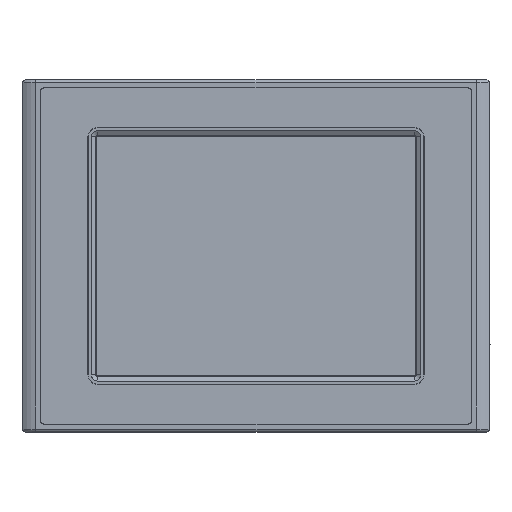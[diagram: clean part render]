
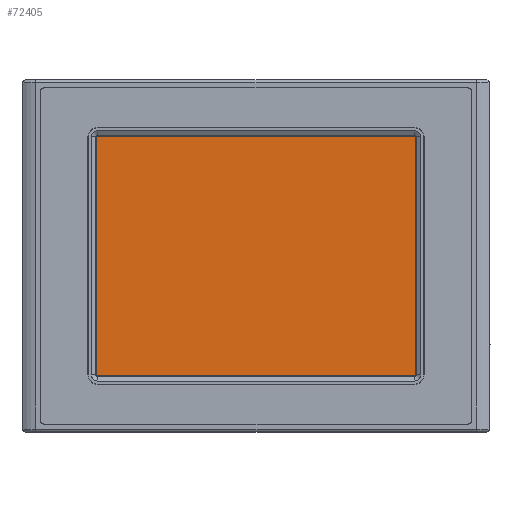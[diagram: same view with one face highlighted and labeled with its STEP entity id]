
A CAD part, top view. The second image highlights one B-rep face of the part: STEP entity #72405.
In plain terms, the highlighted planar face has unit normal (0, 0, 1).
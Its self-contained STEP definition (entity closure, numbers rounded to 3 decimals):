
#9580=FACE_OUTER_BOUND('',#14119,.T.);
#14119=EDGE_LOOP('',(#53292,#53293,#53294,#53295));
#18810=LINE('',#114560,#24282);
#18814=LINE('',#114568,#24286);
#18817=LINE('',#114574,#24289);
#18820=LINE('',#114579,#24292);
#24282=VECTOR('',#90667,159.2);
#24286=VECTOR('',#90673,212.);
#24289=VECTOR('',#90678,159.2);
#24292=VECTOR('',#90683,212.);
#30509=VERTEX_POINT('',#114558);
#30510=VERTEX_POINT('',#114559);
#30513=VERTEX_POINT('',#114567);
#30515=VERTEX_POINT('',#114573);
#38740=EDGE_CURVE('',#30509,#30510,#18810,.T.);
#38744=EDGE_CURVE('',#30510,#30513,#18814,.T.);
#38747=EDGE_CURVE('',#30513,#30515,#18817,.T.);
#38750=EDGE_CURVE('',#30515,#30509,#18820,.T.);
#53292=ORIENTED_EDGE('',*,*,#38740,.T.);
#53293=ORIENTED_EDGE('',*,*,#38744,.T.);
#53294=ORIENTED_EDGE('',*,*,#38747,.T.);
#53295=ORIENTED_EDGE('',*,*,#38750,.T.);
#64939=PLANE('',#78389);
#72405=ADVANCED_FACE('',(#9580),#64939,.T.);
#78389=AXIS2_PLACEMENT_3D('',#114581,#90685,#90686);
#90667=DIRECTION('',(0.,-1.,0.));
#90673=DIRECTION('',(1.,0.,0.));
#90678=DIRECTION('',(0.,1.,0.));
#90683=DIRECTION('',(-1.,0.,0.));
#90685=DIRECTION('center_axis',(0.,0.,
1.));
#90686=DIRECTION('ref_axis',(1.,0.,0.));
#114558=CARTESIAN_POINT('',(-106.,79.6,2.99));
#114559=CARTESIAN_POINT('',(-106.,-79.6,2.99));
#114560=CARTESIAN_POINT('',(-106.,-79.6,2.99));
#114567=CARTESIAN_POINT('',(106.,-79.6,2.99));
#114568=CARTESIAN_POINT('',(106.,-79.6,2.99));
#114573=CARTESIAN_POINT('',(106.,79.6,2.99));
#114574=CARTESIAN_POINT('',(106.,79.6,2.99));
#114579=CARTESIAN_POINT('',(-106.,79.6,2.99));
#114581=CARTESIAN_POINT('Origin',(0.,0.,
2.99));
